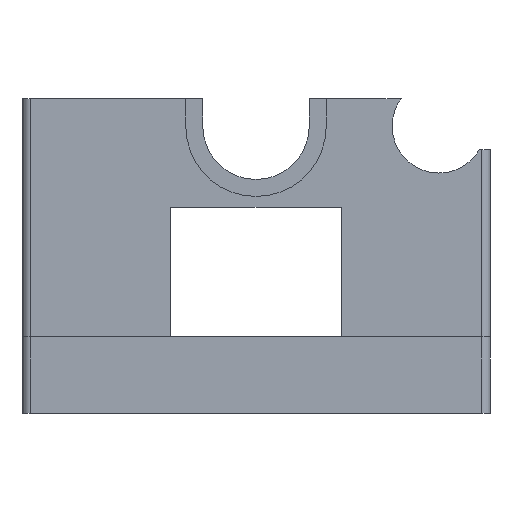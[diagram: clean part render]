
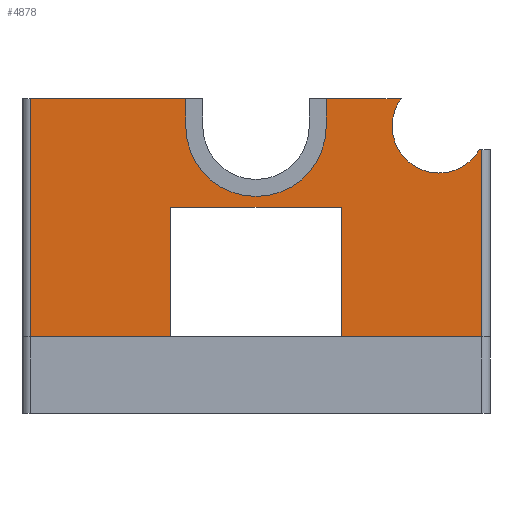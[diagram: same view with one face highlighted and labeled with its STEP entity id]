
A CAD part, front view. The second image highlights one B-rep face of the part: STEP entity #4878.
In plain terms, the highlighted planar face has unit normal (0, -1, 0).
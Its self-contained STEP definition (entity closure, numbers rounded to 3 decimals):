
#387=DIRECTION('',(-1.,0.,0.));
#388=VECTOR('',#387,16.5);
#389=CARTESIAN_POINT('',(69.,34.15,9.));
#390=LINE('',#389,#388);
#479=DIRECTION('',(-1.,0.,0.));
#480=VECTOR('',#479,16.5);
#481=CARTESIAN_POINT('',(32.5,34.15,9.));
#482=LINE('',#481,#480);
#1631=DIRECTION('',(0.,0.,-1.));
#1632=VECTOR('',#1631,22.);
#1633=CARTESIAN_POINT('',(69.,34.15,31.));
#1634=LINE('',#1633,#1632);
#1662=DIRECTION('',(1.,0.,0.));
#1663=VECTOR('',#1662,0.237);
#1664=CARTESIAN_POINT('',(68.763,34.15,31.));
#1665=LINE('',#1664,#1663);
#1854=DIRECTION('',(0.,0.,-1.));
#1855=VECTOR('',#1854,15.2);
#1856=CARTESIAN_POINT('',(52.5,34.15,24.2));
#1857=LINE('',#1856,#1855);
#1861=DIRECTION('',(1.,0.,0.));
#1862=VECTOR('',#1861,20.);
#1863=CARTESIAN_POINT('',(32.5,34.15,24.2));
#1864=LINE('',#1863,#1862);
#1868=DIRECTION('',(0.,0.,1.));
#1869=VECTOR('',#1868,15.2);
#1870=CARTESIAN_POINT('',(32.5,34.15,9.));
#1871=LINE('',#1870,#1869);
#1875=DIRECTION('',(-1.,0.,0.));
#1876=VECTOR('',#1875,18.25);
#1877=CARTESIAN_POINT('',(34.25,34.15,37.));
#1878=LINE('',#1877,#1876);
#1882=DIRECTION('',(0.,0.,1.));
#1883=VECTOR('',#1882,3.25);
#1884=CARTESIAN_POINT('',(34.25,34.15,33.75));
#1885=LINE('',#1884,#1883);
#1889=CARTESIAN_POINT('',(42.5,34.15,33.75));
#1890=DIRECTION('',(0.,1.,0.));
#1891=DIRECTION('',(1.,0.,0.));
#1892=AXIS2_PLACEMENT_3D('',#1889,#1890,#1891);
#1897=DIRECTION('',(0.,0.,-1.));
#1898=VECTOR('',#1897,3.25);
#1899=CARTESIAN_POINT('',(50.75,34.15,37.));
#1900=LINE('',#1899,#1898);
#1904=DIRECTION('',(-1.,0.,0.));
#1905=VECTOR('',#1904,8.813);
#1906=CARTESIAN_POINT('',(59.563,34.15,37.));
#1907=LINE('',#1906,#1905);
#1911=CARTESIAN_POINT('',(64.,34.15,33.75));
#1912=DIRECTION('',(0.,1.,0.));
#1913=DIRECTION('',(-0.866,0.,0.5));
#1914=AXIS2_PLACEMENT_3D('',#1911,#1912,#1913);
#1919=CARTESIAN_POINT('',(64.,34.15,33.75));
#1920=DIRECTION('',(0.,1.,0.));
#1921=DIRECTION('',(0.866,0.,-0.5));
#1922=AXIS2_PLACEMENT_3D('',#1919,#1920,#1921);
#2002=DIRECTION('',(0.,0.,1.));
#2003=VECTOR('',#2002,28.);
#2004=CARTESIAN_POINT('',(16.,34.15,9.));
#2005=LINE('',#2004,#2003);
#3447=CARTESIAN_POINT('',(32.5,34.15,9.));
#3448=VERTEX_POINT('',#3447);
#3453=CARTESIAN_POINT('',(52.5,34.15,9.));
#3454=VERTEX_POINT('',#3453);
#3475=CARTESIAN_POINT('',(16.,34.15,9.));
#3476=VERTEX_POINT('',#3475);
#3483=CARTESIAN_POINT('',(69.,34.15,9.));
#3484=VERTEX_POINT('',#3483);
#3495=CARTESIAN_POINT('',(59.237,34.15,36.5));
#3496=CARTESIAN_POINT('',(59.563,34.15,37.));
#3497=VERTEX_POINT('',#3495);
#3498=VERTEX_POINT('',#3496);
#3499=CARTESIAN_POINT('',(68.763,34.15,31.));
#3500=VERTEX_POINT('',#3499);
#3515=CARTESIAN_POINT('',(32.5,34.15,24.2));
#3516=VERTEX_POINT('',#3515);
#3525=CARTESIAN_POINT('',(16.,34.15,37.));
#3526=VERTEX_POINT('',#3525);
#3529=CARTESIAN_POINT('',(52.5,34.15,24.2));
#3530=VERTEX_POINT('',#3529);
#3539=CARTESIAN_POINT('',(69.,34.15,31.));
#3540=VERTEX_POINT('',#3539);
#3561=CARTESIAN_POINT('',(34.25,34.15,37.));
#3562=VERTEX_POINT('',#3561);
#3569=CARTESIAN_POINT('',(50.75,34.15,37.));
#3570=VERTEX_POINT('',#3569);
#3599=CARTESIAN_POINT('',(50.75,34.15,33.75));
#3600=VERTEX_POINT('',#3599);
#3601=CARTESIAN_POINT('',(34.25,34.15,33.75));
#3602=VERTEX_POINT('',#3601);
#4847=CARTESIAN_POINT('',(9.5,34.15,9.));
#4848=DIRECTION('',(0.,-1.,0.));
#4849=DIRECTION('',(1.,0.,0.));
#4850=AXIS2_PLACEMENT_3D('',#4847,#4848,#4849);
#4851=PLANE('',#4850);
#4852=ORIENTED_EDGE('',*,*,#4729,.T.);
#4853=ORIENTED_EDGE('',*,*,#3865,.T.);
#4855=ORIENTED_EDGE('',*,*,#4854,.F.);
#4857=ORIENTED_EDGE('',*,*,#4856,.F.);
#4859=ORIENTED_EDGE('',*,*,#4858,.F.);
#4860=ORIENTED_EDGE('',*,*,#3889,.T.);
#4862=ORIENTED_EDGE('',*,*,#4861,.T.);
#4864=ORIENTED_EDGE('',*,*,#4863,.F.);
#4866=ORIENTED_EDGE('',*,*,#4865,.F.);
#4868=ORIENTED_EDGE('',*,*,#4867,.F.);
#4870=ORIENTED_EDGE('',*,*,#4869,.F.);
#4872=ORIENTED_EDGE('',*,*,#4871,.F.);
#4873=ORIENTED_EDGE('',*,*,#4835,.F.);
#4874=ORIENTED_EDGE('',*,*,#4842,.F.);
#4875=ORIENTED_EDGE('',*,*,#4746,.T.);
#4876=EDGE_LOOP('',(#4852,#4853,#4855,#4857,#4859,#4860,#4862,#4864,#4866,#4868,
#4870,#4872,#4873,#4874,#4875));
#4877=FACE_OUTER_BOUND('',#4876,.F.);
#1893=CIRCLE('',#1892,8.25);
#1915=CIRCLE('',#1914,5.5);
#1923=CIRCLE('',#1922,5.5);
#3865=EDGE_CURVE('',#3484,#3454,#390,.T.);
#3889=EDGE_CURVE('',#3448,#3476,#482,.T.);
#4729=EDGE_CURVE('',#3540,#3484,#1634,.T.);
#4746=EDGE_CURVE('',#3500,#3540,#1665,.T.);
#4835=EDGE_CURVE('',#3497,#3498,#1915,.T.);
#4842=EDGE_CURVE('',#3500,#3497,#1923,.T.);
#4854=EDGE_CURVE('',#3530,#3454,#1857,.T.);
#4856=EDGE_CURVE('',#3516,#3530,#1864,.T.);
#4858=EDGE_CURVE('',#3448,#3516,#1871,.T.);
#4861=EDGE_CURVE('',#3476,#3526,#2005,.T.);
#4863=EDGE_CURVE('',#3562,#3526,#1878,.T.);
#4865=EDGE_CURVE('',#3602,#3562,#1885,.T.);
#4867=EDGE_CURVE('',#3600,#3602,#1893,.T.);
#4869=EDGE_CURVE('',#3570,#3600,#1900,.T.);
#4871=EDGE_CURVE('',#3498,#3570,#1907,.T.);
#4878=ADVANCED_FACE('',(#4877),#4851,.T.);
